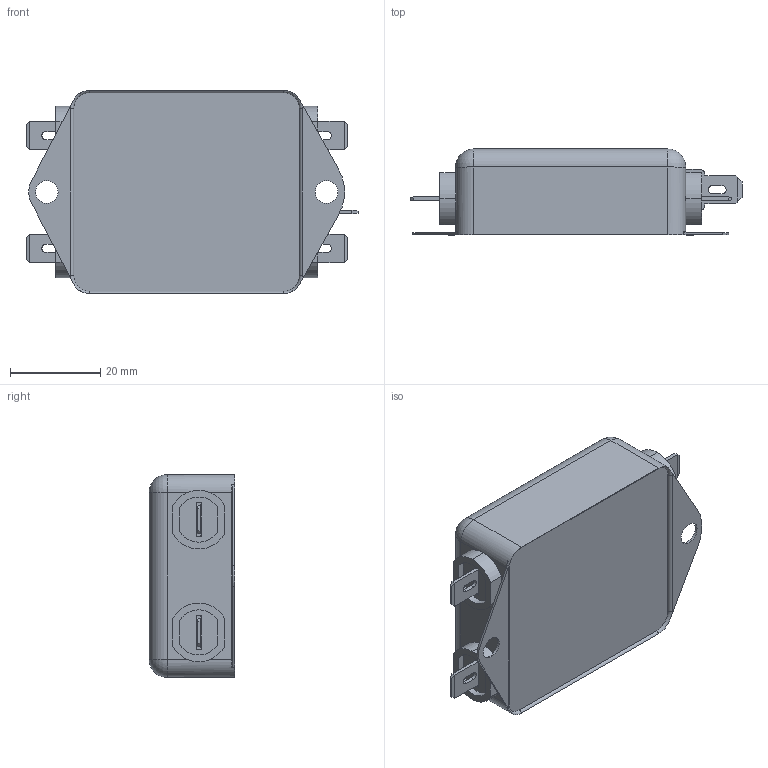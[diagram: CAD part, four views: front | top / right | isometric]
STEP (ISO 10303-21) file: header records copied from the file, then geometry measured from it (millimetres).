
FILE_DESCRIPTION(('STEP AP214'),'1');
FILE_NAME('GEH0681ASM.stp','2020-05-18T10:48:00',(' '),(' '),'Spatial InterOp 3D',' ',' ');
FILE_SCHEMA(('automotive_design'));
Length unit declared in the file: millimetre
Products named in the file (13): GEH0681asm; Case; Earth; Fast-on; 0.8x6.3; Insulation; Fill
Assembly tree (13 placements, depth 3):
  GEH0681asm
    Case
    Earth
    Fast-on  x2
      0.8x6.3
      Insulation
    Fast-on
      0.8x6.3
      Insulation
    Fast-on
      0.8x6.3
      Insulation
    Fill
Bounding box: 73.56 x 19 x 45 mm (x, y, z)
Volume: 43337.5 mm3; surface area: 21771.5 mm2
Topology: 11 solids, 11 shells, 427 faces, 1091 edges, 686 vertices
Faces by surface type: plane 312, cylinder 95, sphere 12, torus 8
Entity records: 18321 total; most frequent: CARTESIAN_POINT 1914, DIRECTION 1837, ORIENTED_EDGE 1822, STYLED_ITEM 1235, PRESENTATION_STYLE_ASSIGNMENT 1235, COLOUR_RGB 1235, EDGE_CURVE 911, CURVE_STYLE 875
